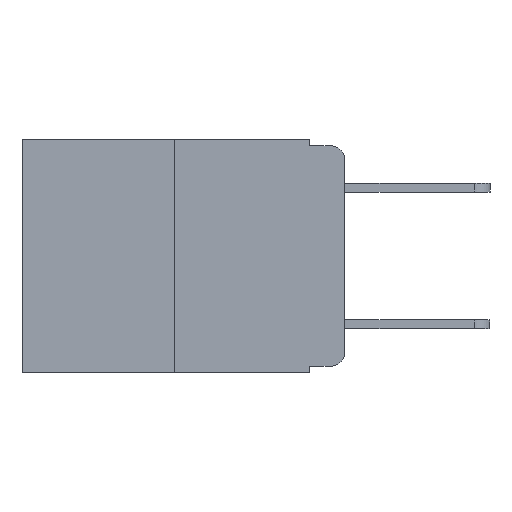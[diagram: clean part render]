
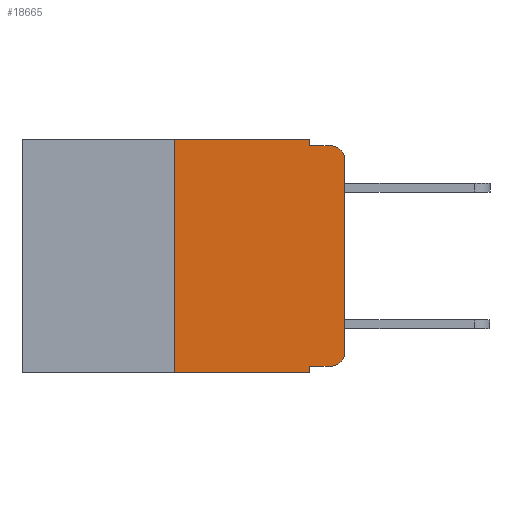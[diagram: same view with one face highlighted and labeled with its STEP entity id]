
A CAD part, left-side view. The second image highlights one B-rep face of the part: STEP entity #18665.
In plain terms, the highlighted planar face has unit normal (-1, 0, 0).
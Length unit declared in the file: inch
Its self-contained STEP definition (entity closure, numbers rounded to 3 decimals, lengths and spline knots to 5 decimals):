
#36 = DIRECTION ( 'NONE',  ( 0., 0., -1. ) ) ;
#179 = CARTESIAN_POINT ( 'NONE',  ( 0., 0.02, -0.01 ) ) ;
#846 = ORIENTED_EDGE ( 'NONE', *, *, #16634, .T. ) ;
#1366 = VERTEX_POINT ( 'NONE', #3483 ) ;
#1871 = AXIS2_PLACEMENT_3D ( 'NONE', #2342, #13731, #4051 ) ;
#2066 = CARTESIAN_POINT ( 'NONE',  ( 0., 0.051, -0.333 ) ) ;
#2306 = DIRECTION ( 'NONE',  ( 0., 0., -1. ) ) ;
#2342 = CARTESIAN_POINT ( 'NONE',  ( 0., 0.02, -0.03 ) ) ;
#3240 = ORIENTED_EDGE ( 'NONE', *, *, #6116, .T. ) ;
#3455 = LINE ( 'NONE', #15956, #19644 ) ;
#3483 = CARTESIAN_POINT ( 'NONE',  ( 0., 0., -0.313 ) ) ;
#3708 = VERTEX_POINT ( 'NONE', #14382 ) ;
#3963 = VERTEX_POINT ( 'NONE', #12952 ) ;
#4051 = DIRECTION ( 'NONE',  ( 0., 0., -1. ) ) ;
#4259 = ORIENTED_EDGE ( 'NONE', *, *, #9362, .F. ) ;
#4571 = VERTEX_POINT ( 'NONE', #13692 ) ;
#4906 = EDGE_CURVE ( 'NONE', #4571, #1366, #8358, .T. ) ;
#4917 = ORIENTED_EDGE ( 'NONE', *, *, #4906, .T. ) ;
#5131 = VECTOR ( 'NONE', #11807, 39.37008 ) ;
#5247 = CARTESIAN_POINT ( 'NONE',  ( 0., 0.051, 0. ) ) ;
#5479 = VECTOR ( 'NONE', #10683, 39.37008 ) ;
#5633 = CARTESIAN_POINT ( 'NONE',  ( 0., 0.051, -0.333 ) ) ;
#5726 = LINE ( 'NONE', #5633, #17720 ) ;
#5955 = CARTESIAN_POINT ( 'NONE',  ( 0., 0.051, 0. ) ) ;
#6116 = EDGE_CURVE ( 'NONE', #19931, #4571, #5726, .T. ) ;
#6241 = VERTEX_POINT ( 'NONE', #5955 ) ;
#6264 = EDGE_LOOP ( 'NONE', ( #846, #13758, #8205, #4259, #8898, #12836, #10244, #13980, #3240, #4917 ) ) ;
#6446 = CARTESIAN_POINT ( 'NONE',  ( 0., 0.02, -0.313 ) ) ;
#7215 = EDGE_CURVE ( 'NONE', #19931, #18422, #10045, .T. ) ;
#8023 = CARTESIAN_POINT ( 'NONE',  ( 0., 0.25, 0. ) ) ;
#8161 = VERTEX_POINT ( 'NONE', #14044 ) ;
#8173 = AXIS2_PLACEMENT_3D ( 'NONE', #19073, #20449, #11603 ) ;
#8205 = ORIENTED_EDGE ( 'NONE', *, *, #12529, .F. ) ;
#8284 = EDGE_CURVE ( 'NONE', #14785, #3708, #18974, .T. ) ;
#8358 = CIRCLE ( 'NONE', #19666, 0.02 ) ;
#8844 = DIRECTION ( 'NONE',  ( 0., -1., 0. ) ) ;
#8898 = ORIENTED_EDGE ( 'NONE', *, *, #19308, .F. ) ;
#8944 = DIRECTION ( 'NONE',  ( 0., -1., 0. ) ) ;
#9062 = CARTESIAN_POINT ( 'NONE',  ( 0., 0.473, 0. ) ) ;
#9362 = EDGE_CURVE ( 'NONE', #6241, #8161, #11646, .T. ) ;
#9805 = DIRECTION ( 'NONE',  ( 0., 0., 1. ) ) ;
#10042 = DIRECTION ( 'NONE',  ( 0., -1., 0. ) ) ;
#10045 = LINE ( 'NONE', #5247, #5131 ) ;
#10244 = ORIENTED_EDGE ( 'NONE', *, *, #11392, .T. ) ;
#10683 = DIRECTION ( 'NONE',  ( 0., -1., 0. ) ) ;
#11375 = LINE ( 'NONE', #16186, #16404 ) ;
#11392 = EDGE_CURVE ( 'NONE', #14785, #18422, #17157, .T. ) ;
#11603 = DIRECTION ( 'NONE',  ( 0., 0., -1. ) ) ;
#11646 = LINE ( 'NONE', #13704, #19587 ) ;
#11807 = DIRECTION ( 'NONE',  ( 0., 0., -1. ) ) ;
#12529 = EDGE_CURVE ( 'NONE', #8161, #17916, #11375, .T. ) ;
#12661 = CIRCLE ( 'NONE', #1871, 0.02 ) ;
#12689 = CARTESIAN_POINT ( 'NONE',  ( 0., 0.051, -0.343 ) ) ;
#12836 = ORIENTED_EDGE ( 'NONE', *, *, #8284, .F. ) ;
#12952 = CARTESIAN_POINT ( 'NONE',  ( 0., 0., -0.03 ) ) ;
#13128 = CARTESIAN_POINT ( 'NONE',  ( 0., 0.25, -0.343 ) ) ;
#13191 = DIRECTION ( 'NONE',  ( -1., 0., 0. ) ) ;
#13692 = CARTESIAN_POINT ( 'NONE',  ( 0., 0.02, -0.333 ) ) ;
#13704 = CARTESIAN_POINT ( 'NONE',  ( 0., 0.051, 0. ) ) ;
#13731 = DIRECTION ( 'NONE',  ( -1., 0., 0. ) ) ;
#13758 = ORIENTED_EDGE ( 'NONE', *, *, #15609, .T. ) ;
#13980 = ORIENTED_EDGE ( 'NONE', *, *, #7215, .F. ) ;
#14044 = CARTESIAN_POINT ( 'NONE',  ( 0., 0.051, -0.01 ) ) ;
#14382 = CARTESIAN_POINT ( 'NONE',  ( 0., 0.25, 0. ) ) ;
#14785 = VERTEX_POINT ( 'NONE', #13128 ) ;
#15040 = VECTOR ( 'NONE', #15866, 39.37008 ) ;
#15609 = EDGE_CURVE ( 'NONE', #3963, #17916, #12661, .T. ) ;
#15866 = DIRECTION ( 'NONE',  ( 0., 0., 1. ) ) ;
#15956 = CARTESIAN_POINT ( 'NONE',  ( 0., 0., 0. ) ) ;
#16154 = PLANE ( 'NONE',  #8173 ) ;
#16186 = CARTESIAN_POINT ( 'NONE',  ( 0., 0.051, -0.01 ) ) ;
#16404 = VECTOR ( 'NONE', #10042, 39.37008 ) ;
#16634 = EDGE_CURVE ( 'NONE', #1366, #3963, #3455, .T. ) ;
#17157 = LINE ( 'NONE', #19421, #20028 ) ;
#17526 = LINE ( 'NONE', #9062, #5479 ) ;
#17720 = VECTOR ( 'NONE', #8944, 39.37008 ) ;
#17916 = VERTEX_POINT ( 'NONE', #179 ) ;
#18422 = VERTEX_POINT ( 'NONE', #12689 ) ;
#18665 = ADVANCED_FACE ( 'NONE', ( #19772 ), #16154, .F. ) ;
#18974 = LINE ( 'NONE', #8023, #15040 ) ;
#19073 = CARTESIAN_POINT ( 'NONE',  ( 0., 0.473, 0. ) ) ;
#19308 = EDGE_CURVE ( 'NONE', #3708, #6241, #17526, .T. ) ;
#19421 = CARTESIAN_POINT ( 'NONE',  ( 0., 0.473, -0.343 ) ) ;
#19587 = VECTOR ( 'NONE', #2306, 39.37008 ) ;
#19644 = VECTOR ( 'NONE', #9805, 39.37008 ) ;
#19666 = AXIS2_PLACEMENT_3D ( 'NONE', #6446, #13191, #36 ) ;
#19772 = FACE_OUTER_BOUND ( 'NONE', #6264, .T. ) ;
#19931 = VERTEX_POINT ( 'NONE', #2066 ) ;
#20028 = VECTOR ( 'NONE', #8844, 39.37008 ) ;
#20449 = DIRECTION ( 'NONE',  ( 1., 0., 0. ) ) ;
